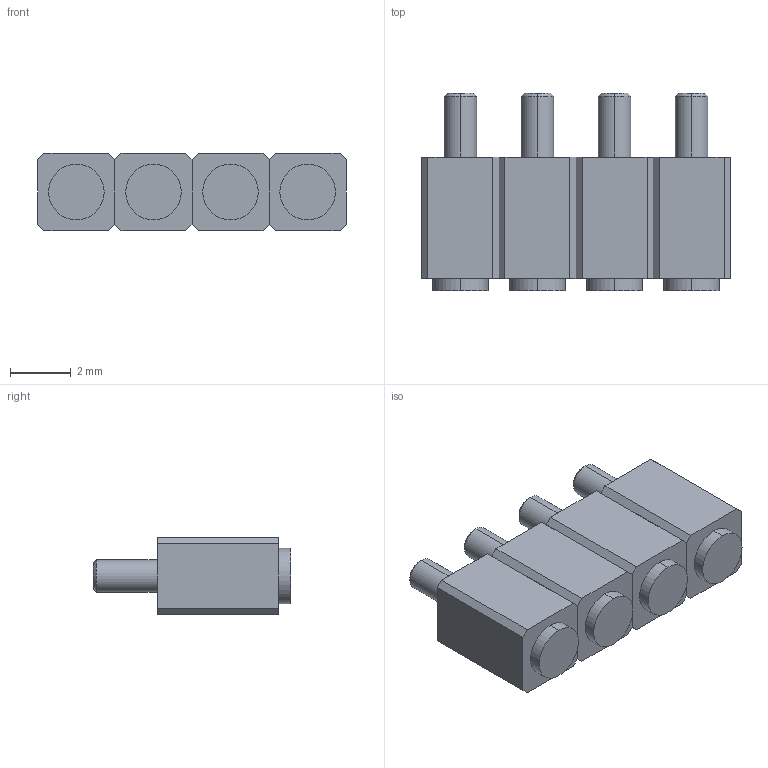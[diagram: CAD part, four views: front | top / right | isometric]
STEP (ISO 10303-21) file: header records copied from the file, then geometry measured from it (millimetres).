
FILE_DESCRIPTION (( 'STEP AP214' ), '1' );
FILE_NAME ('Ïðóæèííûå êîíòàêòû FKB 5322_1-04-65 (4).STEP', '2020-05-29T07:10:41', ( '' ), ( '' ), 'SwSTEP 2.0', 'SolidWorks 2014', '' );
FILE_SCHEMA (( 'AUTOMOTIVE_DESIGN' ));
Length unit declared in the file: millimetre
Products named in the file (1): Ïðóæèííûå êîíòàêòû FKB 5322_1-04-65 (4)
Bounding box: 10.16 x 6.5 x 2.54 mm (x, y, z)
Volume: 113.6 mm3; surface area: 242.6 mm2
Topology: 4 solids, 4 shells, 72 faces, 160 edges, 104 vertices
Faces by surface type: plane 48, cylinder 16, cone 8
Entity records: 2393 total; most frequent: DIRECTION 346, CARTESIAN_POINT 337, ORIENTED_EDGE 320, EDGE_CURVE 160, LINE 120, VECTOR 120, AXIS2_PLACEMENT_3D 113, VERTEX_POINT 104
